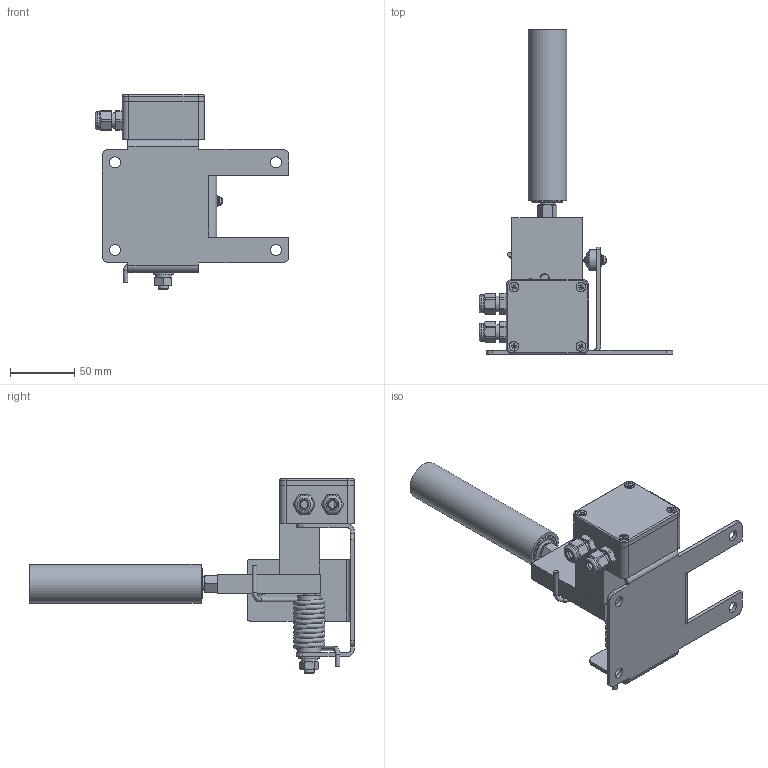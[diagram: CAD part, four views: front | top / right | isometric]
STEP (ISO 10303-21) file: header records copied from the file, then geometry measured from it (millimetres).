
FILE_DESCRIPTION(('STEP AP214'), '1');
FILE_NAME('騫捀-7702 瞃錌灚膼', '2020-12-16T08:30:00', ('砐錪賧瘔蠈錪 Windows'), (''), 'ASCON STEP Converter 1.3', 'ASCON Math Kernel', '');
FILE_SCHEMA(('AUTOMOTIVE_DESIGN { 1 0 10303 214 3 1 1}'));
Length unit declared in the file: millimetre
Products named in the file (1): 3
Bounding box: 150.5 x 252 x 151 mm (x, y, z)
Volume: 313932.7 mm3; surface area: 159410.6 mm2
Topology: 37 solids, 37 shells, 840 faces, 2025 edges, 1315 vertices
Faces by surface type: plane 425, cylinder 261, cone 57, bspline 32, torus 31, extrusion 30, sphere 4
Full cylindrical faces by diameter (mm): 2.46 x2, 2.85 x2, 3.2 x3, 3.242 x4, 3.4 x4, 3.5 x5, 4 x9, 4.2 x6, 4.5 x4, 4.9 x4, 5 x2, 5.2 x2, 5.5 x4, 6 x2, 6.2 x2, 6.5 x7, 6.647 x1, 7 x9, 7.4 x4, 7.5 x5, 8 x12, 8.4 x1, 8.5 x4, 9 x9, 9.2 x1, 9.5 x1, 10.5 x2, 11 x2, 12 x2, 14.1 x2
Entity records: 39444 total; most frequent: CARTESIAN_POINT 19182, DIRECTION 4117, ORIENTED_EDGE 4040, EDGE_CURVE 2020, AXIS2_PLACEMENT_3D 1460, VERTEX_POINT 1315, VECTOR 1197, LINE 1167
